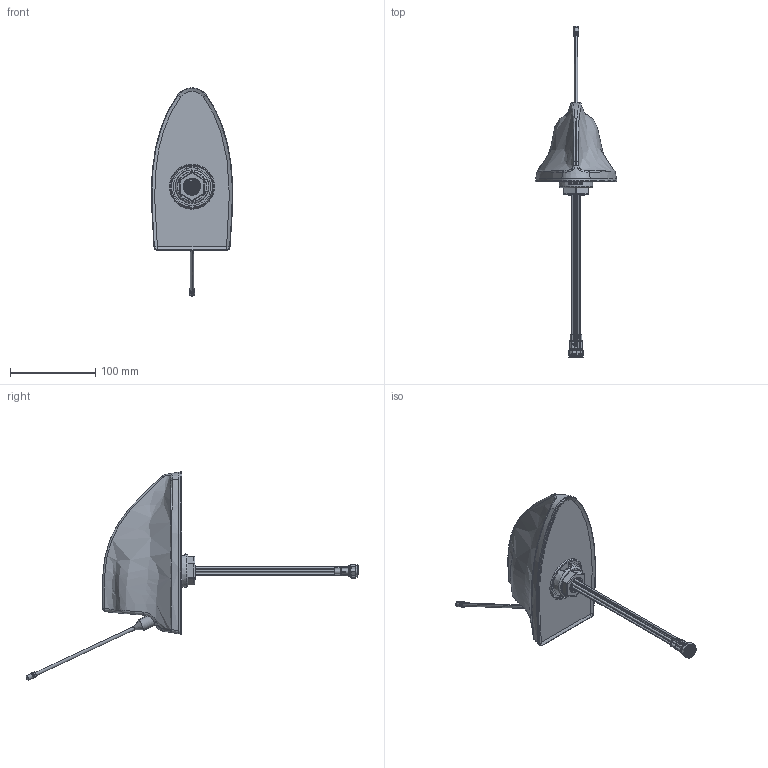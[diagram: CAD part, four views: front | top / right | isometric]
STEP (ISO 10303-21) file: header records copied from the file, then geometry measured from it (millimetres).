
FILE_DESCRIPTION (( 'STEP AP214' ), '1' );
FILE_NAME ('MA1270.A.LBICGTY.005_Web.STEP', '2022-12-19T02:30:20', ( '' ), ( '' ), 'SwSTEP 2.0', 'SolidWorks 2018', '' );
FILE_SCHEMA (( 'AUTOMOTIVE_DESIGN' ));
Length unit declared in the file: millimetre
Products named in the file (2): MA1270.A.LBICGTY.005_Web
Bounding box: 95.53 x 390.03 x 244.69 mm (x, y, z)
Surface area: 89223 mm2 (no closed solid volume)
Topology: 0 solids, 51 shells, 503 faces, 1582 edges, 1111 vertices
Faces by surface type: cylinder 211, plane 92, cone 74, bspline 64, torus 56, sphere 6
Entity records: 38341 total; most frequent: CARTESIAN_POINT 20262, ORIENTED_EDGE 2501, DIRECTION 2410, EDGE_CURVE 1572, VERTEX_POINT 1111, AXIS2_PLACEMENT_3D 980, EDGE_LOOP 551, CIRCLE 539
